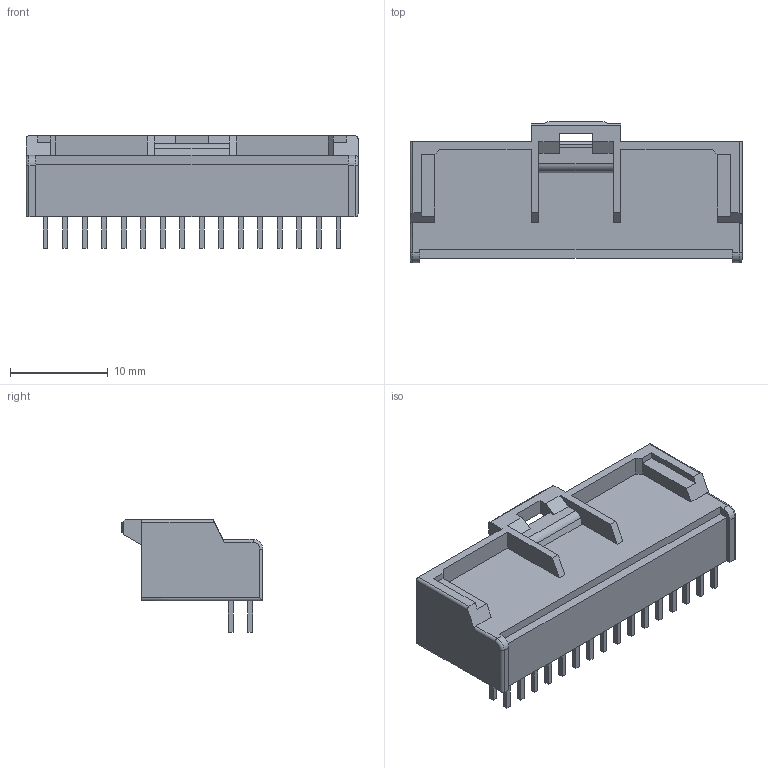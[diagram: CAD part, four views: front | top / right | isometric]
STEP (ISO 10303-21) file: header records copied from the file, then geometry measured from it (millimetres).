
FILE_DESCRIPTION((''),'2;1');
FILE_NAME('5018763240','2019-07-04T',('gga'),(''),'PRO/ENGINEER BY PARAMETRIC TECHNOLOGY CORPORATION, 2016010','PRO/ENGINEER BY PARAMETRIC TECHNOLOGY CORPORATION, 2016010','');
FILE_SCHEMA(('CONFIG_CONTROL_DESIGN'));
Length unit declared in the file: millimetre
Products named in the file (1): 5018763240
Bounding box: 34 x 14.5 x 11.5 mm (x, y, z)
Volume: 1550 mm3; surface area: 2713.2 mm2
Topology: 1 solids, 1 shells, 415 faces, 1096 edges, 746 vertices
Faces by surface type: plane 394, cylinder 15, cone 4, torus 2
Entity records: 12628 total; most frequent: CARTESIAN_POINT 2233, ORIENTED_EDGE 2064, DIRECTION 2014, EDGE_CURVE 1032, VECTOR 998, LINE 998, VERTEX_POINT 682, AXIS2_PLACEMENT_3D 508
